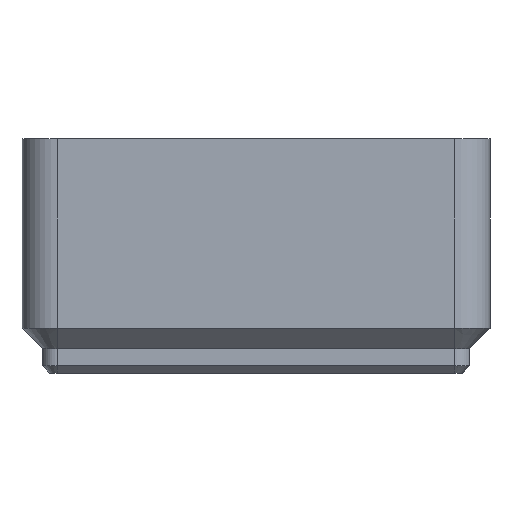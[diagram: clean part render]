
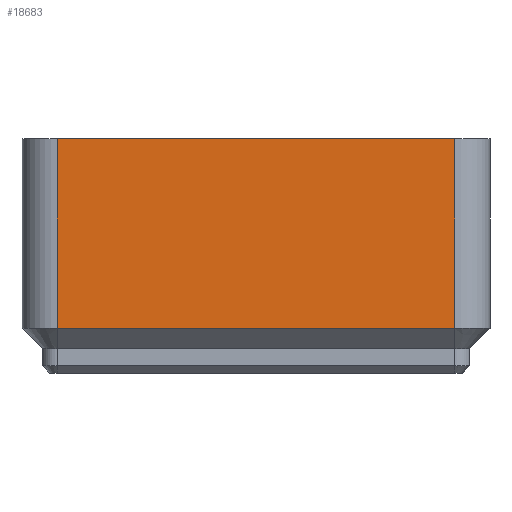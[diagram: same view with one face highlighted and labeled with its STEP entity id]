
A CAD part, front view. The second image highlights one B-rep face of the part: STEP entity #18683.
In plain terms, the highlighted planar face has unit normal (0, -1, 0).
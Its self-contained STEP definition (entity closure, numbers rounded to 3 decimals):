
#186=PLANE('',#20268);
#805=FACE_OUTER_BOUND('',#1933,.T.);
#1933=EDGE_LOOP('',(#13761,#13762,#13763,#13764));
#3351=LINE('',#29431,#5265);
#3485=LINE('',#29818,#5399);
#3488=LINE('',#29824,#5402);
#3489=LINE('',#29826,#5403);
#5265=VECTOR('',#23066,10.);
#5399=VECTOR('',#23490,10.);
#5402=VECTOR('',#23497,10.);
#5403=VECTOR('',#23500,10.);
#8560=VERTEX_POINT('',#29424);
#8562=VERTEX_POINT('',#29430);
#8660=VERTEX_POINT('',#29815);
#8661=VERTEX_POINT('',#29817);
#10461=EDGE_CURVE('',#8560,#8562,#3351,.T.);
#10652=EDGE_CURVE('',#8661,#8660,#3485,.T.);
#10656=EDGE_CURVE('',#8661,#8560,#3488,.T.);
#10657=EDGE_CURVE('',#8660,#8562,#3489,.T.);
#13761=ORIENTED_EDGE('',*,*,#10656,.F.);
#13762=ORIENTED_EDGE('',*,*,#10652,.T.);
#13763=ORIENTED_EDGE('',*,*,#10657,.T.);
#13764=ORIENTED_EDGE('',*,*,#10461,.F.);
#18683=ADVANCED_FACE('',(#805),#186,.T.);
#20268=AXIS2_PLACEMENT_3D('',#29825,#23498,#23499);
#23066=DIRECTION('',(-1.,0.,0.));
#23490=DIRECTION('',(-1.,0.,0.));
#23497=DIRECTION('',(0.,0.,-1.));
#23498=DIRECTION('center_axis',(0.,-1.,0.));
#23499=DIRECTION('ref_axis',(1.,0.,0.));
#23500=DIRECTION('',(0.,0.,-1.));
#29424=CARTESIAN_POINT('',(45.75,0.,-0.25));
#29430=CARTESIAN_POINT('',(3.75,0.,-0.25));
#29431=CARTESIAN_POINT('',(41.5,0.,-0.25));
#29815=CARTESIAN_POINT('',(3.75,0.,19.8));
#29817=CARTESIAN_POINT('',(45.75,0.,19.8));
#29818=CARTESIAN_POINT('',(12.375,0.,19.8));
#29824=CARTESIAN_POINT('',(45.75,0.,0.));
#29825=CARTESIAN_POINT('Origin',(0.,0.,0.));
#29826=CARTESIAN_POINT('',(3.75,0.,0.));
